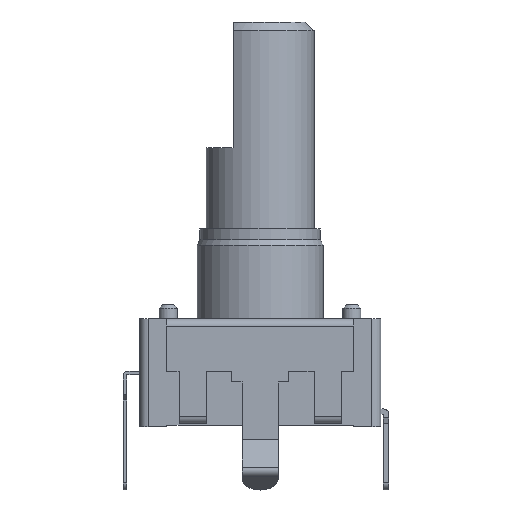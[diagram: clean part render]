
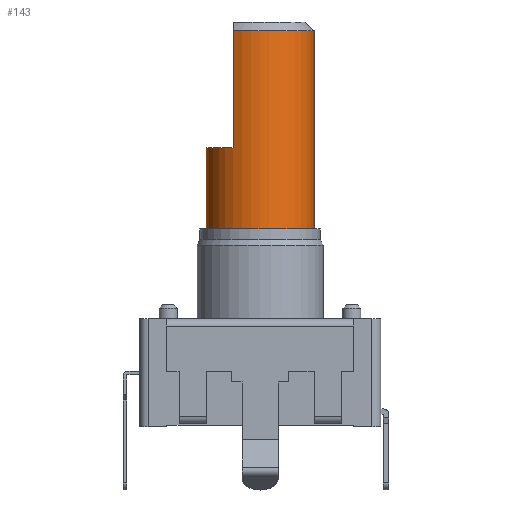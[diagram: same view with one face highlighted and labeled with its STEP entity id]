
A CAD part, front view. The second image highlights one B-rep face of the part: STEP entity #143.
In plain terms, the highlighted cylindrical face has radius 3 mm (diameter 6 mm), a full revolution.
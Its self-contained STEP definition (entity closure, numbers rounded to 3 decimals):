
#22 = VERTEX_POINT('',#23);
#23 = CARTESIAN_POINT('',(6.025,0.098,
    22.025));
#42 = VERTEX_POINT('',#43);
#43 = CARTESIAN_POINT('',(6.025,-5.098,22.025)
  );
#50 = EDGE_CURVE('',#51,#42,#53,.T.);
#51 = VERTEX_POINT('',#52);
#52 = CARTESIAN_POINT('',(10.525,-2.5,
    22.025));
#53 = CIRCLE('',#54,3.);
#54 = AXIS2_PLACEMENT_3D('',#55,#56,#57);
#55 = CARTESIAN_POINT('',(7.525,-2.5,22.025
    ));
#56 = DIRECTION('',(0.,0.,-1.));
#57 = DIRECTION('',(-1.,0.,0.));
#59 = EDGE_CURVE('',#22,#51,#60,.T.);
#60 = CIRCLE('',#61,3.);
#61 = AXIS2_PLACEMENT_3D('',#62,#63,#64);
#62 = CARTESIAN_POINT('',(7.525,-2.5,22.025
    ));
#63 = DIRECTION('',(0.,0.,-1.));
#64 = DIRECTION('',(-1.,0.,0.));
#81 = EDGE_CURVE('',#82,#22,#84,.T.);
#82 = VERTEX_POINT('',#83);
#83 = CARTESIAN_POINT('',(6.025,0.098,
    15.525));
#84 = LINE('',#85,#86);
#85 = CARTESIAN_POINT('',(6.025,0.098,
    20.6));
#86 = VECTOR('',#87,1.);
#87 = DIRECTION('',(0.,0.,1.));
#90 = VERTEX_POINT('',#91);
#91 = CARTESIAN_POINT('',(6.025,-5.098,15.525
    ));
#97 = EDGE_CURVE('',#42,#90,#98,.T.);
#98 = LINE('',#99,#100);
#99 = CARTESIAN_POINT('',(6.025,-5.098,20.6
    ));
#100 = VECTOR('',#101,1.);
#101 = DIRECTION('',(0.,0.,-1.));
#113 = EDGE_CURVE('',#114,#82,#116,.T.);
#114 = VERTEX_POINT('',#115);
#115 = CARTESIAN_POINT('',(4.525,-2.5,
    15.525));
#116 = CIRCLE('',#117,3.);
#117 = AXIS2_PLACEMENT_3D('',#118,#119,#120);
#118 = CARTESIAN_POINT('',(7.525,-2.5,
    15.525));
#119 = DIRECTION('',(0.,0.,-1.));
#120 = DIRECTION('',(-1.,0.,0.));
#122 = EDGE_CURVE('',#90,#114,#123,.T.);
#123 = CIRCLE('',#124,3.);
#124 = AXIS2_PLACEMENT_3D('',#125,#126,#127);
#125 = CARTESIAN_POINT('',(7.525,-2.5,
    15.525));
#126 = DIRECTION('',(0.,0.,-1.));
#127 = DIRECTION('',(-1.,0.,0.));
#143 = ADVANCED_FACE('',(#144),#176,.T.);
#144 = FACE_BOUND('',#145,.T.);
#145 = EDGE_LOOP('',(#146,#147,#154,#163,#170,#171,#172,#173,#174,#175)
  );
#146 = ORIENTED_EDGE('',*,*,#122,.T.);
#147 = ORIENTED_EDGE('',*,*,#148,.F.);
#148 = EDGE_CURVE('',#149,#114,#151,.T.);
#149 = VERTEX_POINT('',#150);
#150 = CARTESIAN_POINT('',(4.525,-2.5,
    11.025));
#151 = B_SPLINE_CURVE_WITH_KNOTS('',1,(#152,#153),.UNSPECIFIED.,.F.,.F.,
  (2,2),(-2.5,2.),.PIECEWISE_BEZIER_KNOTS.);
#152 = CARTESIAN_POINT('',(4.525,-2.5,
    11.025));
#153 = CARTESIAN_POINT('',(4.525,-2.5,
    15.525));
#154 = ORIENTED_EDGE('',*,*,#155,.T.);
#155 = EDGE_CURVE('',#149,#156,#158,.T.);
#156 = VERTEX_POINT('',#157);
#157 = CARTESIAN_POINT('',(10.525,-2.5,
    11.025));
#158 = CIRCLE('',#159,3.);
#159 = AXIS2_PLACEMENT_3D('',#160,#161,#162);
#160 = CARTESIAN_POINT('',(7.525,-2.5,
    11.025));
#161 = DIRECTION('',(0.,0.,1.));
#162 = DIRECTION('',(-1.,0.,0.));
#163 = ORIENTED_EDGE('',*,*,#164,.T.);
#164 = EDGE_CURVE('',#156,#149,#165,.T.);
#165 = CIRCLE('',#166,3.);
#166 = AXIS2_PLACEMENT_3D('',#167,#168,#169);
#167 = CARTESIAN_POINT('',(7.525,-2.5,
    11.025));
#168 = DIRECTION('',(0.,0.,1.));
#169 = DIRECTION('',(-1.,0.,0.));
#170 = ORIENTED_EDGE('',*,*,#148,.T.);
#171 = ORIENTED_EDGE('',*,*,#113,.T.);
#172 = ORIENTED_EDGE('',*,*,#81,.T.);
#173 = ORIENTED_EDGE('',*,*,#59,.T.);
#174 = ORIENTED_EDGE('',*,*,#50,.T.);
#175 = ORIENTED_EDGE('',*,*,#97,.T.);
#176 = CYLINDRICAL_SURFACE('',#177,3.);
#177 = AXIS2_PLACEMENT_3D('',#178,#179,#180);
#178 = CARTESIAN_POINT('',(7.525,-2.5,
    13.525));
#179 = DIRECTION('',(0.,0.,1.));
#180 = DIRECTION('',(-1.,0.,0.));
